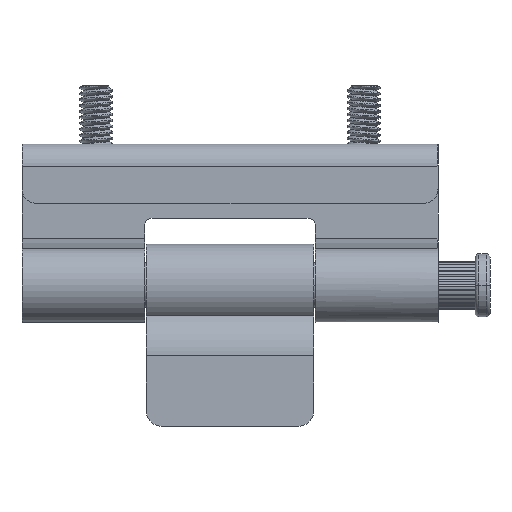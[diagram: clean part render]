
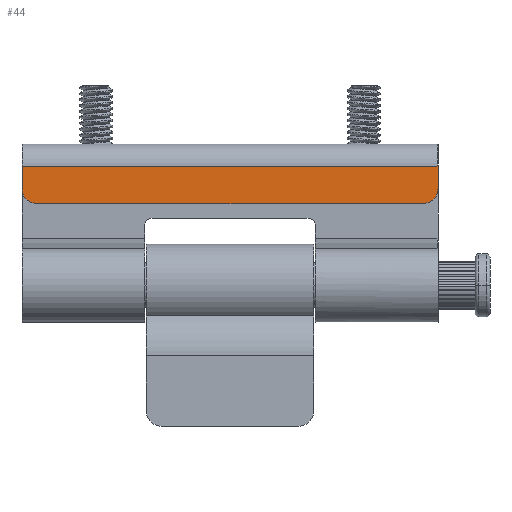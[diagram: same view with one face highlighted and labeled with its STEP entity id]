
A CAD part, left-side view. The second image highlights one B-rep face of the part: STEP entity #44.
In plain terms, the highlighted planar face has unit normal (-1, 0, 0).
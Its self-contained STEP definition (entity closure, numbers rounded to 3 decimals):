
#44=ADVANCED_FACE('',(#249),#3613,.T.);
#249=FACE_OUTER_BOUND('',#454,.T.);
#454=EDGE_LOOP('',(#717,#718,#719,#720,#721,#722));
#717=ORIENTED_EDGE('',*,*,#1807,.F.);
#718=ORIENTED_EDGE('',*,*,#1809,.T.);
#719=ORIENTED_EDGE('',*,*,#1805,.T.);
#720=ORIENTED_EDGE('',*,*,#1808,.F.);
#721=ORIENTED_EDGE('',*,*,#1806,.F.);
#722=ORIENTED_EDGE('',*,*,#1810,.T.);
#1805=EDGE_CURVE('',#3124,#3122,#2928,.T.);
#1806=EDGE_CURVE('',#3125,#3123,#2929,.T.);
#1807=EDGE_CURVE('',#3127,#3126,#2930,.T.);
#1808=EDGE_CURVE('',#3123,#3122,#2931,.T.);
#1809=EDGE_CURVE('',#3127,#3124,#2340,.T.);
#1810=EDGE_CURVE('',#3125,#3126,#2341,.T.);
#2340=TRIMMED_CURVE($,#2549,(#11987),(#11988),.T.,.CARTESIAN.);
#2341=TRIMMED_CURVE($,#2550,(#11990),(#11991),.T.,.CARTESIAN.);
#2549=CIRCLE('',#3799,2.);
#2550=CIRCLE('',#3800,2.);
#2928=B_SPLINE_CURVE_WITH_KNOTS('',1,(#11978,#11979),.UNSPECIFIED.,.F.,
 .F.,(2,2),(-117.236,-114.236),.UNSPECIFIED.);
#2929=B_SPLINE_CURVE_WITH_KNOTS('',1,(#11980,#11981),.UNSPECIFIED.,.F.,
 .F.,(2,2),(-117.236,-114.236),.UNSPECIFIED.);
#2930=B_SPLINE_CURVE_WITH_KNOTS('',1,(#11982,#11983),.UNSPECIFIED.,.F.,
 .F.,(2,2),(2.,54.),.UNSPECIFIED.);
#2931=B_SPLINE_CURVE_WITH_KNOTS('',1,(#11984,#11985),.UNSPECIFIED.,.F.,
 .F.,(2,2),(0.,56.),.UNSPECIFIED.);
#3122=VERTEX_POINT('',#11878);
#3123=VERTEX_POINT('',#11879);
#3124=VERTEX_POINT('',#11880);
#3125=VERTEX_POINT('',#11881);
#3126=VERTEX_POINT('',#11882);
#3127=VERTEX_POINT('',#11883);
#3613=PLANE('',#3749);
#3749=AXIS2_PLACEMENT_3D('',#4828,#4126,$);
#3799=AXIS2_PLACEMENT_3D($,#11986,#4176,#4177);
#3800=AXIS2_PLACEMENT_3D($,#11989,#4178,#4179);
#4126=DIRECTION('',(-1.,0.,0.));
#4176=DIRECTION('',(-1.,0.,0.));
#4177=DIRECTION('',(0.,0.,-1.));
#4178=DIRECTION('',(-1.,0.,0.));
#4179=DIRECTION('',(0.,1.,0.));
#4828=CARTESIAN_POINT('',(-6.409,-28.,-5.291));
#11878=CARTESIAN_POINT('',(-6.409,-28.,-0.291));
#11879=CARTESIAN_POINT('',(-6.409,28.,-0.291));
#11880=CARTESIAN_POINT('',(-6.409,-28.,-3.291));
#11881=CARTESIAN_POINT('',(-6.409,28.,-3.291));
#11882=CARTESIAN_POINT('',(-6.409,26.,-5.291));
#11883=CARTESIAN_POINT('',(-6.409,-26.,-5.291));
#11978=CARTESIAN_POINT('',(-6.409,-28.,-3.291));
#11979=CARTESIAN_POINT('',(-6.409,-28.,-0.291));
#11980=CARTESIAN_POINT('',(-6.409,28.,-3.291));
#11981=CARTESIAN_POINT('',(-6.409,28.,-0.291));
#11982=CARTESIAN_POINT('',(-6.409,-26.,-5.291));
#11983=CARTESIAN_POINT('',(-6.409,26.,-5.291));
#11984=CARTESIAN_POINT('',(-6.409,28.,-0.291));
#11985=CARTESIAN_POINT('',(-6.409,-28.,-0.291));
#11986=CARTESIAN_POINT('',(-6.409,-26.,-3.291));
#11987=CARTESIAN_POINT('',(-6.409,-26.,-5.291));
#11988=CARTESIAN_POINT('',(-6.409,-28.,-3.291));
#11989=CARTESIAN_POINT('',(-6.409,26.,-3.291));
#11990=CARTESIAN_POINT('',(-6.409,28.,-3.291));
#11991=CARTESIAN_POINT('',(-6.409,26.,-5.291));
